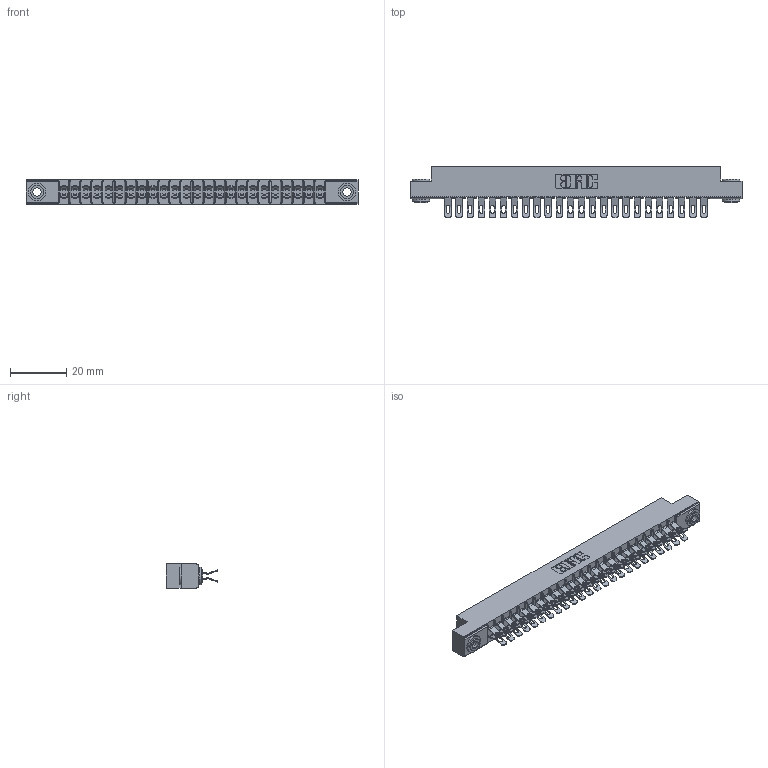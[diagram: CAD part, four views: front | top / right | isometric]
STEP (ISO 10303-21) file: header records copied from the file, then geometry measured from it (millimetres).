
FILE_DESCRIPTION (( 'STEP AP203' ), '1' );
FILE_NAME ('355-048-555-203.STEP', '2019-09-11T15:21:40', ( '' ), ( '' ), 'SwSTEP 2.0', 'SolidWorks 2016', '' );
FILE_SCHEMA (( 'CONFIG_CONTROL_DESIGN' ));
Length unit declared in the file: inch
Products named in the file (4): 345-250-002_345-250-002-102; 305-290-001_555; 355-048-555-203; 305 Part_.156 Dia
Assembly tree (51 placements, depth 2):
  355-048-555-203
    305 Part_.156 Dia
    305-290-001_555  x48
    345-250-002_345-250-002-102  x2
Bounding box: 118.11 x 18.41 x 8.71 mm (x, y, z)
Volume: 7543.5 mm3; surface area: 15434.6 mm2
Topology: 51 solids, 51 shells, 3336 faces, 9908 edges, 6472 vertices
Faces by surface type: plane 1628, cylinder 1604, sphere 96, cone 8
Entity records: 29866 total; most frequent: CARTESIAN_POINT 4941, ORIENTED_EDGE 4884, DIRECTION 4804, EDGE_CURVE 2442, LINE 1926, VECTOR 1926, VERTEX_POINT 1560, AXIS2_PLACEMENT_3D 1439
